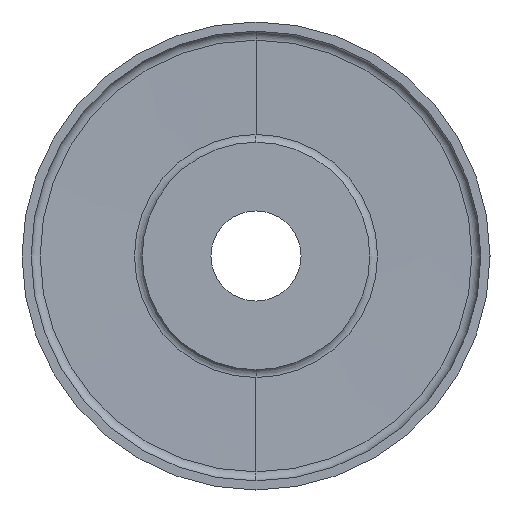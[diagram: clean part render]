
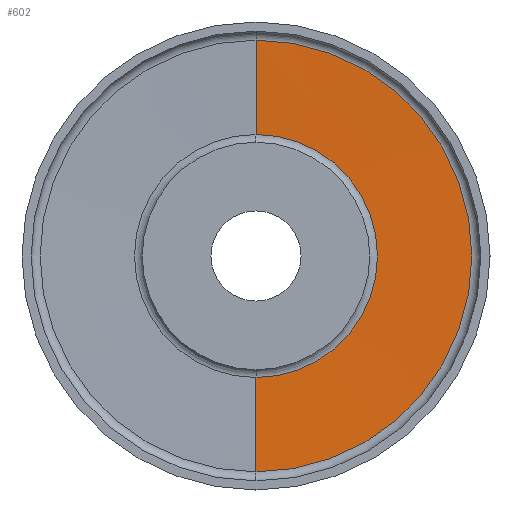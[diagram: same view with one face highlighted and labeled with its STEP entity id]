
A CAD part, left-side view. The second image highlights one B-rep face of the part: STEP entity #602.
In plain terms, the highlighted conical face has half-angle 89 degrees and reference radius 62.357 mm.
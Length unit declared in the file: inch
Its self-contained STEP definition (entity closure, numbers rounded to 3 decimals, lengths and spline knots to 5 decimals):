
#3 = CIRCLE ( 'NONE', #422, 2.35675 ) ;
#15 = EDGE_CURVE ( 'NONE', #971, #1039, #1045, .T. ) ;
#76 = DIRECTION ( 'NONE',  ( 0., 0., -1. ) ) ;
#85 = ORIENTED_EDGE ( 'NONE', *, *, #834, .T. ) ;
#87 = CARTESIAN_POINT ( 'NONE',  ( -1.06946, 0., 2.35675 ) ) ;
#90 = LINE ( 'NONE', #830, #486 ) ;
#93 = DIRECTION ( 'NONE',  ( -1., 0., 0. ) ) ;
#150 = EDGE_CURVE ( 'NONE', #1039, #1054, #90, .T. ) ;
#199 = DIRECTION ( 'NONE',  ( 0., 0., 1. ) ) ;
#222 = EDGE_LOOP ( 'NONE', ( #621, #400, #85, #654 ) ) ;
#283 = CARTESIAN_POINT ( 'NONE',  ( -1.05147, 0., 1.32641 ) ) ;
#296 = FACE_OUTER_BOUND ( 'NONE', #222, .T. ) ;
#400 = ORIENTED_EDGE ( 'NONE', *, *, #150, .T. ) ;
#422 = AXIS2_PLACEMENT_3D ( 'NONE', #826, #93, #989 ) ;
#428 = DIRECTION ( 'NONE',  ( -0.017, 0., -1. ) ) ;
#486 = VECTOR ( 'NONE', #428, 39.37008 ) ;
#528 = DIRECTION ( 'NONE',  ( -1., 0., 0. ) ) ;
#602 = ADVANCED_FACE ( 'NONE', ( #296 ), #911, .F. ) ;
#606 = CARTESIAN_POINT ( 'NONE',  ( -1.07117, 0., 0. ) ) ;
#621 = ORIENTED_EDGE ( 'NONE', *, *, #15, .T. ) ;
#645 = CARTESIAN_POINT ( 'NONE',  ( -1.05147, 0., 0. ) ) ;
#647 = DIRECTION ( 'NONE',  ( -0.017, 0., 1. ) ) ;
#652 = CARTESIAN_POINT ( 'NONE',  ( -1.06946, 0., -2.35675 ) ) ;
#654 = ORIENTED_EDGE ( 'NONE', *, *, #710, .F. ) ;
#710 = EDGE_CURVE ( 'NONE', #971, #770, #727, .T. ) ;
#727 = LINE ( 'NONE', #1050, #1049 ) ;
#770 = VERTEX_POINT ( 'NONE', #87 ) ;
#792 = AXIS2_PLACEMENT_3D ( 'NONE', #645, #1042, #76 ) ;
#826 = CARTESIAN_POINT ( 'NONE',  ( -1.06946, 0., 0. ) ) ;
#828 = AXIS2_PLACEMENT_3D ( 'NONE', #606, #528, #199 ) ;
#830 = CARTESIAN_POINT ( 'NONE',  ( -1.07117, 0., -2.455 ) ) ;
#834 = EDGE_CURVE ( 'NONE', #1054, #770, #3, .T. ) ;
#911 = CONICAL_SURFACE ( 'NONE', #828, 2.455, 1.553 ) ;
#971 = VERTEX_POINT ( 'NONE', #283 ) ;
#989 = DIRECTION ( 'NONE',  ( 0., 0., 1. ) ) ;
#1036 = CARTESIAN_POINT ( 'NONE',  ( -1.05147, 0., -1.32641 ) ) ;
#1039 = VERTEX_POINT ( 'NONE', #1036 ) ;
#1042 = DIRECTION ( 'NONE',  ( 1., 0., 0. ) ) ;
#1045 = CIRCLE ( 'NONE', #792, 1.32641 ) ;
#1049 = VECTOR ( 'NONE', #647, 39.37008 ) ;
#1050 = CARTESIAN_POINT ( 'NONE',  ( -1.07117, 0., 2.455 ) ) ;
#1054 = VERTEX_POINT ( 'NONE', #652 ) ;
